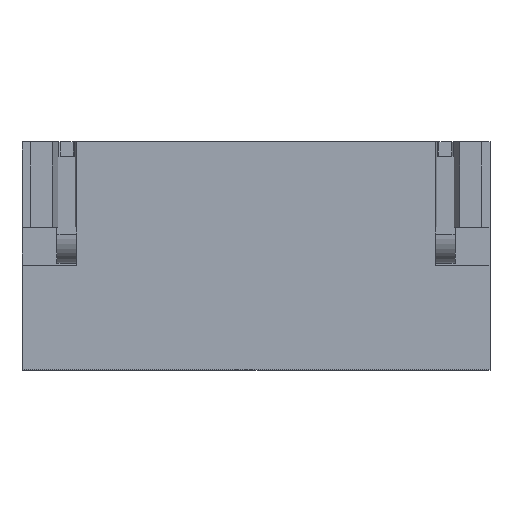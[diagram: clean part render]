
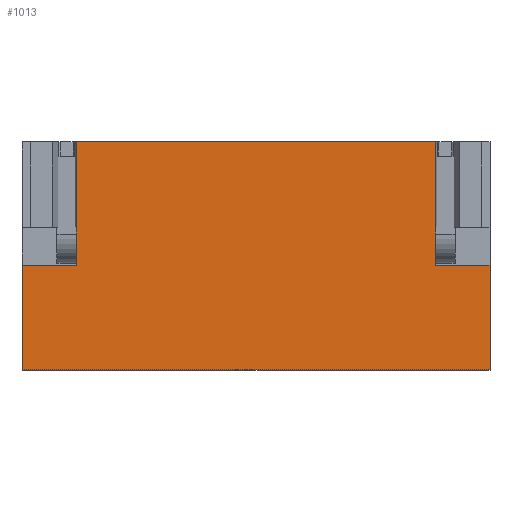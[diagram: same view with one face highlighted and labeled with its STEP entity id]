
A CAD part, top view. The second image highlights one B-rep face of the part: STEP entity #1013.
In plain terms, the highlighted planar face has unit normal (0, 0, 1).
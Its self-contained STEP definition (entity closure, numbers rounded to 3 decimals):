
#954=AXIS2_PLACEMENT_3D('Plane Axis2P3D',#951,#952,#953) ;
#640=CARTESIAN_POINT('Vertex',(24.1,0.,11.6)) ;
#643=CARTESIAN_POINT('Line Origine',(12.05,0.,11.6)) ;
#647=CARTESIAN_POINT('Vertex',(0.,0.,11.6)) ;
#951=CARTESIAN_POINT('Axis2P3D Location',(4.84,0.,11.6)) ;
#956=CARTESIAN_POINT('Line Origine',(24.1,2.7,11.6)) ;
#960=CARTESIAN_POINT('Vertex',(24.1,5.4,11.6)) ;
#963=CARTESIAN_POINT('Line Origine',(22.7,5.4,11.6)) ;
#967=CARTESIAN_POINT('Vertex',(21.3,5.4,11.6)) ;
#970=CARTESIAN_POINT('Line Origine',(21.3,8.575,11.6)) ;
#974=CARTESIAN_POINT('Vertex',(21.3,11.75,11.6)) ;
#977=CARTESIAN_POINT('Line Origine',(12.05,11.75,11.6)) ;
#981=CARTESIAN_POINT('Vertex',(2.8,11.75,11.6)) ;
#984=CARTESIAN_POINT('Line Origine',(2.8,8.575,11.6)) ;
#988=CARTESIAN_POINT('Vertex',(2.8,5.4,11.6)) ;
#991=CARTESIAN_POINT('Line Origine',(1.4,5.4,11.6)) ;
#995=CARTESIAN_POINT('Vertex',(0.,5.4,11.6)) ;
#998=CARTESIAN_POINT('Line Origine',(0.,2.7,11.6)) ;
#644=DIRECTION('Vector Direction',(-1.,0.,0.)) ;
#952=DIRECTION('Axis2P3D Direction',(0.,0.,-1.)) ;
#953=DIRECTION('Axis2P3D XDirection',(0.,1.,0.)) ;
#957=DIRECTION('Vector Direction',(0.,-1.,0.)) ;
#964=DIRECTION('Vector Direction',(-1.,0.,0.)) ;
#971=DIRECTION('Vector Direction',(0.,1.,0.)) ;
#978=DIRECTION('Vector Direction',(-1.,0.,0.)) ;
#985=DIRECTION('Vector Direction',(0.,1.,0.)) ;
#992=DIRECTION('Vector Direction',(-1.,0.,0.)) ;
#999=DIRECTION('Vector Direction',(0.,-1.,0.)) ;
#645=VECTOR('Line Direction',#644,1.) ;
#958=VECTOR('Line Direction',#957,1.) ;
#965=VECTOR('Line Direction',#964,1.) ;
#972=VECTOR('Line Direction',#971,1.) ;
#979=VECTOR('Line Direction',#978,1.) ;
#986=VECTOR('Line Direction',#985,1.) ;
#993=VECTOR('Line Direction',#992,1.) ;
#1000=VECTOR('Line Direction',#999,1.) ;
#1004=ORIENTED_EDGE('',*,*,#962,.T.) ;
#1005=ORIENTED_EDGE('',*,*,#969,.F.) ;
#1006=ORIENTED_EDGE('',*,*,#976,.T.) ;
#1007=ORIENTED_EDGE('',*,*,#983,.F.) ;
#1008=ORIENTED_EDGE('',*,*,#990,.F.) ;
#1009=ORIENTED_EDGE('',*,*,#997,.T.) ;
#1010=ORIENTED_EDGE('',*,*,#1002,.F.) ;
#1011=ORIENTED_EDGE('',*,*,#649,.F.) ;
#1013=ADVANCED_FACE('HOUSING',(#1012),#955,.F.) ;
#649=EDGE_CURVE('',#641,#648,#646,.T.) ;
#962=EDGE_CURVE('',#641,#961,#959,.F.) ;
#969=EDGE_CURVE('',#968,#961,#966,.F.) ;
#976=EDGE_CURVE('',#968,#975,#973,.T.) ;
#983=EDGE_CURVE('',#982,#975,#980,.F.) ;
#990=EDGE_CURVE('',#989,#982,#987,.T.) ;
#997=EDGE_CURVE('',#989,#996,#994,.T.) ;
#1002=EDGE_CURVE('',#648,#996,#1001,.F.) ;
#1003=EDGE_LOOP('',(#1004,#1005,#1006,#1007,#1008,#1009,#1010,#1011)) ;
#1012=FACE_OUTER_BOUND('',#1003,.T.) ;
#646=LINE('Line',#643,#645) ;
#959=LINE('Line',#956,#958) ;
#966=LINE('Line',#963,#965) ;
#973=LINE('Line',#970,#972) ;
#980=LINE('Line',#977,#979) ;
#987=LINE('Line',#984,#986) ;
#994=LINE('Line',#991,#993) ;
#1001=LINE('Line',#998,#1000) ;
#955=PLANE('',#954) ;
#641=VERTEX_POINT('',#640) ;
#648=VERTEX_POINT('',#647) ;
#961=VERTEX_POINT('',#960) ;
#968=VERTEX_POINT('',#967) ;
#975=VERTEX_POINT('',#974) ;
#982=VERTEX_POINT('',#981) ;
#989=VERTEX_POINT('',#988) ;
#996=VERTEX_POINT('',#995) ;
